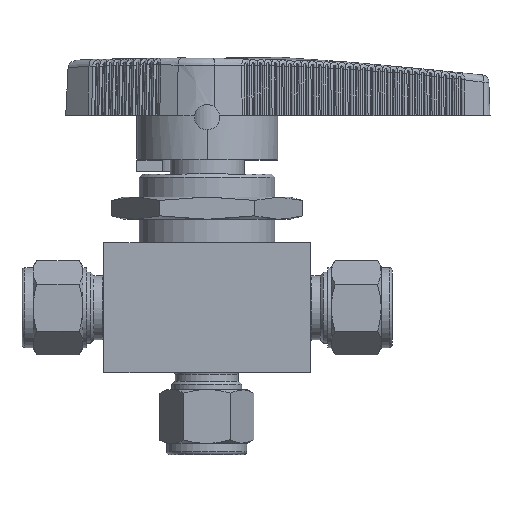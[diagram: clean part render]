
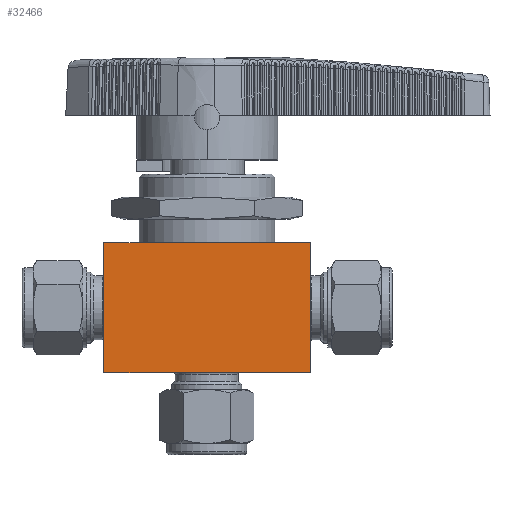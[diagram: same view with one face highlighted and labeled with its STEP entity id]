
A CAD part, top view. The second image highlights one B-rep face of the part: STEP entity #32466.
In plain terms, the highlighted planar face has unit normal (0, 0, 1).
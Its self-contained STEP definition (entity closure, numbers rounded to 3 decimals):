
#32466 = ADVANCED_FACE('',(#32467),#32501,.T.);
#32467 = FACE_BOUND('',#32468,.T.);
#32468 = EDGE_LOOP('',(#32469,#32479,#32487,#32495));
#32469 = ORIENTED_EDGE('',*,*,#32470,.T.);
#32470 = EDGE_CURVE('',#32471,#32473,#32475,.T.);
#32471 = VERTEX_POINT('',#32472);
#32472 = CARTESIAN_POINT('',(4024.675,1931.549,19.05
    ));
#32473 = VERTEX_POINT('',#32474);
#32474 = CARTESIAN_POINT('',(4024.675,1896.549,19.05
    ));
#32475 = LINE('',#32476,#32477);
#32476 = CARTESIAN_POINT('',(4024.675,1931.549,19.05
    ));
#32477 = VECTOR('',#32478,1.);
#32478 = DIRECTION('',(0.,-1.,0.));
#32479 = ORIENTED_EDGE('',*,*,#32480,.T.);
#32480 = EDGE_CURVE('',#32473,#32481,#32483,.T.);
#32481 = VERTEX_POINT('',#32482);
#32482 = CARTESIAN_POINT('',(4080.275,1896.549,19.05
    ));
#32483 = LINE('',#32484,#32485);
#32484 = CARTESIAN_POINT('',(4024.675,1896.549,19.05
    ));
#32485 = VECTOR('',#32486,1.);
#32486 = DIRECTION('',(1.,0.,0.));
#32487 = ORIENTED_EDGE('',*,*,#32488,.T.);
#32488 = EDGE_CURVE('',#32481,#32489,#32491,.T.);
#32489 = VERTEX_POINT('',#32490);
#32490 = CARTESIAN_POINT('',(4080.275,1931.549,19.05
    ));
#32491 = LINE('',#32492,#32493);
#32492 = CARTESIAN_POINT('',(4080.275,1896.549,19.05
    ));
#32493 = VECTOR('',#32494,1.);
#32494 = DIRECTION('',(0.,1.,0.));
#32495 = ORIENTED_EDGE('',*,*,#32496,.T.);
#32496 = EDGE_CURVE('',#32489,#32471,#32497,.T.);
#32497 = LINE('',#32498,#32499);
#32498 = CARTESIAN_POINT('',(4080.275,1931.549,19.05
    ));
#32499 = VECTOR('',#32500,1.);
#32500 = DIRECTION('',(-1.,0.,0.));
#32501 = PLANE('',#32502);
#32502 = AXIS2_PLACEMENT_3D('',#32503,#32504,#32505);
#32503 = CARTESIAN_POINT('',(4052.475,1903.749,19.05
    ));
#32504 = DIRECTION('',(0.,0.,1.));
#32505 = DIRECTION('',(1.,0.,-0.));
